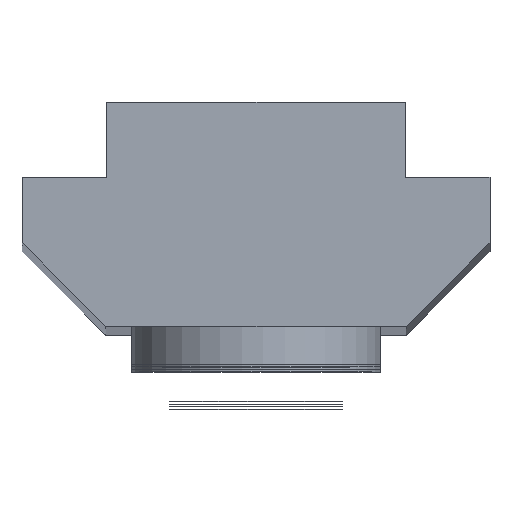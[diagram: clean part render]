
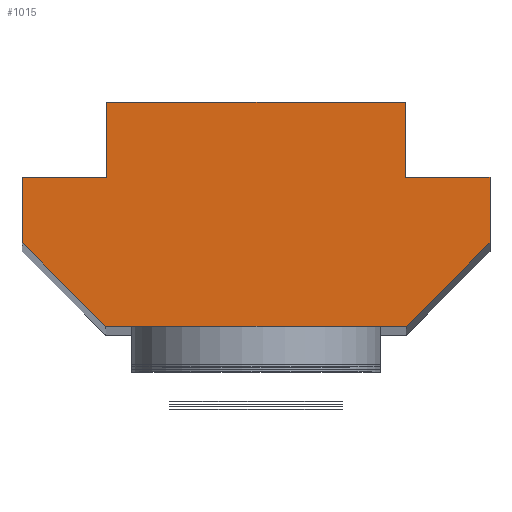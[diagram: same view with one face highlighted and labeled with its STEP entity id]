
A CAD part, top view. The second image highlights one B-rep face of the part: STEP entity #1015.
In plain terms, the highlighted planar face has unit normal (0, 0, 1).
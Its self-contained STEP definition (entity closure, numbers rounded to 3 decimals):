
#53=PLANE('',#1103);
#101=FACE_OUTER_BOUND('',#169,.T.);
#169=EDGE_LOOP('',(#777,#778,#779,#780,#781,#782,#783,#784,#785,#786));
#231=LINE('',#1503,#349);
#235=LINE('',#1512,#353);
#245=LINE('',#1531,#363);
#247=LINE('',#1535,#365);
#248=LINE('',#1537,#366);
#249=LINE('',#1539,#367);
#250=LINE('',#1540,#368);
#251=LINE('',#1542,#369);
#252=LINE('',#1544,#370);
#253=LINE('',#1545,#371);
#349=VECTOR('',#1209,1000.);
#353=VECTOR('',#1215,1000.);
#363=VECTOR('',#1229,1000.);
#365=VECTOR('',#1233,1000.);
#366=VECTOR('',#1234,1000.);
#367=VECTOR('',#1235,1000.);
#368=VECTOR('',#1236,1000.);
#369=VECTOR('',#1237,1000.);
#370=VECTOR('',#1238,1000.);
#371=VECTOR('',#1239,1000.);
#499=VERTEX_POINT('',#1500);
#500=VERTEX_POINT('',#1502);
#503=VERTEX_POINT('',#1509);
#504=VERTEX_POINT('',#1511);
#511=VERTEX_POINT('',#1530);
#512=VERTEX_POINT('',#1534);
#513=VERTEX_POINT('',#1536);
#514=VERTEX_POINT('',#1538);
#515=VERTEX_POINT('',#1541);
#516=VERTEX_POINT('',#1543);
#599=EDGE_CURVE('',#500,#499,#231,.T.);
#603=EDGE_CURVE('',#504,#503,#235,.T.);
#613=EDGE_CURVE('',#511,#504,#245,.T.);
#615=EDGE_CURVE('',#503,#512,#247,.T.);
#616=EDGE_CURVE('',#512,#513,#248,.T.);
#617=EDGE_CURVE('',#513,#514,#249,.T.);
#618=EDGE_CURVE('',#514,#500,#250,.T.);
#619=EDGE_CURVE('',#499,#515,#251,.T.);
#620=EDGE_CURVE('',#515,#516,#252,.T.);
#621=EDGE_CURVE('',#516,#511,#253,.T.);
#777=ORIENTED_EDGE('',*,*,#603,.T.);
#778=ORIENTED_EDGE('',*,*,#615,.T.);
#779=ORIENTED_EDGE('',*,*,#616,.T.);
#780=ORIENTED_EDGE('',*,*,#617,.T.);
#781=ORIENTED_EDGE('',*,*,#618,.T.);
#782=ORIENTED_EDGE('',*,*,#599,.T.);
#783=ORIENTED_EDGE('',*,*,#619,.T.);
#784=ORIENTED_EDGE('',*,*,#620,.T.);
#785=ORIENTED_EDGE('',*,*,#621,.T.);
#786=ORIENTED_EDGE('',*,*,#613,.T.);
#1015=ADVANCED_FACE('',(#101),#53,.F.);
#1103=AXIS2_PLACEMENT_3D('',#1533,#1231,#1232);
#1209=DIRECTION('',(-1.,0.,0.));
#1215=DIRECTION('',(1.,0.,0.));
#1229=DIRECTION('',(0.707,-0.707,0.));
#1231=DIRECTION('center_axis',(0.,0.,-1.));
#1232=DIRECTION('ref_axis',(-1.,0.,0.));
#1233=DIRECTION('',(0.707,0.707,0.));
#1234=DIRECTION('',(0.,1.,0.));
#1235=DIRECTION('',(-1.,0.,0.));
#1236=DIRECTION('',(0.,1.,0.));
#1237=DIRECTION('',(0.,-1.,0.));
#1238=DIRECTION('',(-1.,0.,0.));
#1239=DIRECTION('',(0.,-1.,0.));
#1500=CARTESIAN_POINT('',(-5.776,6.818,48.362));
#1502=CARTESIAN_POINT('',(0.224,6.818,48.362));
#1503=CARTESIAN_POINT('',(-5.776,6.818,48.362));
#1509=CARTESIAN_POINT('',(0.244,2.318,48.362));
#1511=CARTESIAN_POINT('',(-5.796,2.318,48.362));
#1512=CARTESIAN_POINT('',(0.244,2.318,48.362));
#1530=CARTESIAN_POINT('',(-7.476,3.997,48.362));
#1531=CARTESIAN_POINT('',(-5.796,2.318,48.362));
#1533=CARTESIAN_POINT('Origin',(-7.476,2.318,48.362));
#1534=CARTESIAN_POINT('',(1.924,3.997,48.362));
#1535=CARTESIAN_POINT('',(1.924,3.997,48.362));
#1536=CARTESIAN_POINT('',(1.924,5.318,48.362));
#1537=CARTESIAN_POINT('',(1.924,5.318,48.362));
#1538=CARTESIAN_POINT('',(0.224,5.318,48.362));
#1539=CARTESIAN_POINT('',(0.224,5.318,48.362));
#1540=CARTESIAN_POINT('',(0.224,6.818,48.362));
#1541=CARTESIAN_POINT('',(-5.776,5.318,48.362));
#1542=CARTESIAN_POINT('',(-5.776,5.318,48.362));
#1543=CARTESIAN_POINT('',(-7.476,5.318,48.362));
#1544=CARTESIAN_POINT('',(-7.476,5.318,48.362));
#1545=CARTESIAN_POINT('',(-7.476,3.997,48.362));
